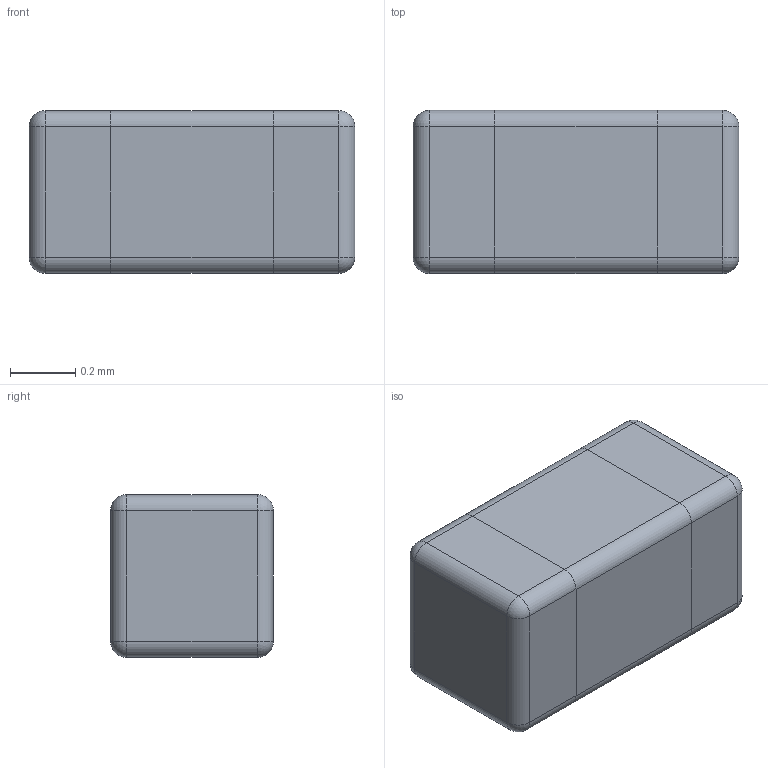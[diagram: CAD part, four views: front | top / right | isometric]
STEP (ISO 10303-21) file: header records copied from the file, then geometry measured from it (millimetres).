
FILE_DESCRIPTION (( 'STEP AP214' ), '1' );
FILE_NAME ('AIMC-0402.STEP', '2013-09-26T10:30:01', ( '' ), ( '' ), 'SwSTEP 2.0', 'SolidWorks 2012', '' );
FILE_SCHEMA (( 'AUTOMOTIVE_DESIGN' ));
Length unit declared in the file: millimetre
Products named in the file (1): AIMC-0402
Bounding box: 1 x 0.5 x 0.5 mm (x, y, z)
Volume: 0.2 mm3; surface area: 2.3 mm2
Topology: 1 solids, 1 shells, 141 faces, 346 edges, 212 vertices
Faces by surface type: plane 80, bspline 33, cylinder 20, sphere 8
Entity records: 6471 total; most frequent: CARTESIAN_POINT 3277, ORIENTED_EDGE 676, DIRECTION 522, EDGE_CURVE 338, LINE 240, VECTOR 240, VERTEX_POINT 212, EDGE_LOOP 154
